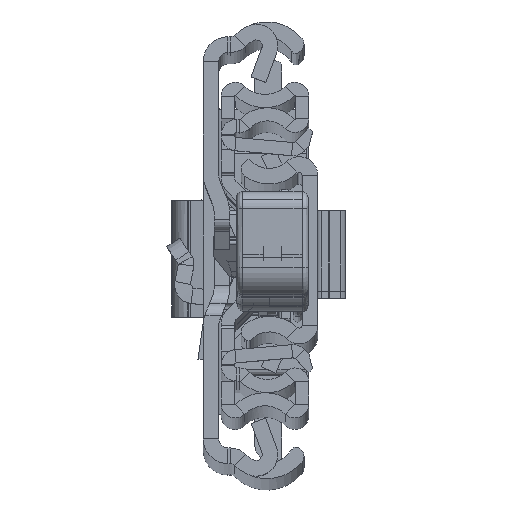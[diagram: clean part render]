
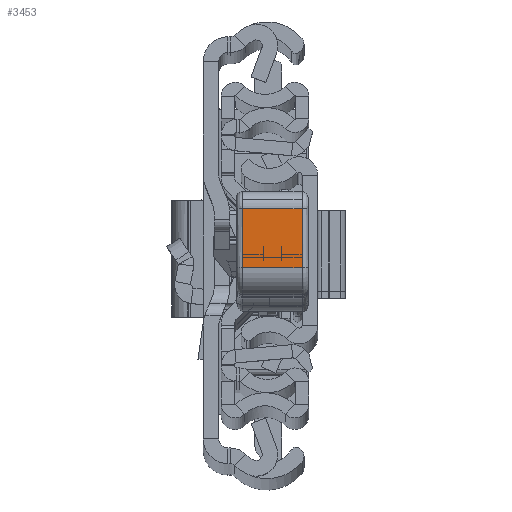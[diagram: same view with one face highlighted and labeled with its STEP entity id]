
A CAD part, top view. The second image highlights one B-rep face of the part: STEP entity #3453.
In plain terms, the highlighted face is planar.
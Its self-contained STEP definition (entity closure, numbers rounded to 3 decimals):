
#288 = VERTEX_POINT ( 'NONE', #27166 ) ;
#1301 = EDGE_CURVE ( 'NONE', #16471, #13746, #25443, .T. ) ;
#1465 = LINE ( 'NONE', #28008, #17401 ) ;
#2551 = LINE ( 'NONE', #22741, #33050 ) ;
#2810 = ORIENTED_EDGE ( 'NONE', *, *, #5812, .F. ) ;
#2815 = PLANE ( 'NONE',  #12315 ) ;
#3453 = ADVANCED_FACE ( 'NONE', ( #23023 ), #2815, .F. ) ;
#3544 = DIRECTION ( 'NONE',  ( -0.027, -1., 0. ) ) ;
#4156 = ORIENTED_EDGE ( 'NONE', *, *, #24266, .F. ) ;
#4566 = EDGE_CURVE ( 'NONE', #23458, #288, #11501, .T. ) ;
#5812 = EDGE_CURVE ( 'NONE', #288, #16471, #2551, .T. ) ;
#8962 = DIRECTION ( 'NONE',  ( 0., 0., -1. ) ) ;
#11501 = LINE ( 'NONE', #31662, #29772 ) ;
#12315 = AXIS2_PLACEMENT_3D ( 'NONE', #35472, #12601, #3544 ) ;
#12601 = DIRECTION ( 'NONE',  ( -1., 0.027, 0. ) ) ;
#12761 = CARTESIAN_POINT ( 'NONE',  ( 39.55, -12.274, -10. ) ) ;
#13746 = VERTEX_POINT ( 'NONE', #16115 ) ;
#16115 = CARTESIAN_POINT ( 'NONE',  ( 39.55, -12.274, 0. ) ) ;
#16466 = DIRECTION ( 'NONE',  ( 0.027, 1., 0. ) ) ;
#16471 = VERTEX_POINT ( 'NONE', #12761 ) ;
#17401 = VECTOR ( 'NONE', #16466, 1000. ) ;
#18146 = EDGE_LOOP ( 'NONE', ( #31057, #2810, #24304, #4156 ) ) ;
#22741 = CARTESIAN_POINT ( 'NONE',  ( 39.55, -12.274, -10. ) ) ;
#23023 = FACE_OUTER_BOUND ( 'NONE', #18146, .T. ) ;
#23317 = DIRECTION ( 'NONE',  ( -0.027, -1., 0. ) ) ;
#23458 = VERTEX_POINT ( 'NONE', #24353 ) ;
#24266 = EDGE_CURVE ( 'NONE', #13746, #23458, #1465, .T. ) ;
#24304 = ORIENTED_EDGE ( 'NONE', *, *, #4566, .F. ) ;
#24353 = CARTESIAN_POINT ( 'NONE',  ( 39.818, -2.465, 0. ) ) ;
#25249 = CARTESIAN_POINT ( 'NONE',  ( 39.55, -12.274, -11. ) ) ;
#25443 = LINE ( 'NONE', #25249, #32409 ) ;
#27166 = CARTESIAN_POINT ( 'NONE',  ( 39.818, -2.465, -10. ) ) ;
#28008 = CARTESIAN_POINT ( 'NONE',  ( 39.55, -12.274, 0. ) ) ;
#29772 = VECTOR ( 'NONE', #8962, 1000. ) ;
#31057 = ORIENTED_EDGE ( 'NONE', *, *, #1301, .F. ) ;
#31662 = CARTESIAN_POINT ( 'NONE',  ( 39.818, -2.465, -11. ) ) ;
#32409 = VECTOR ( 'NONE', #34064, 1000. ) ;
#33050 = VECTOR ( 'NONE', #23317, 1000. ) ;
#34064 = DIRECTION ( 'NONE',  ( 0., 0., 1. ) ) ;
#35472 = CARTESIAN_POINT ( 'NONE',  ( 39.55, -12.274, -11. ) ) ;
